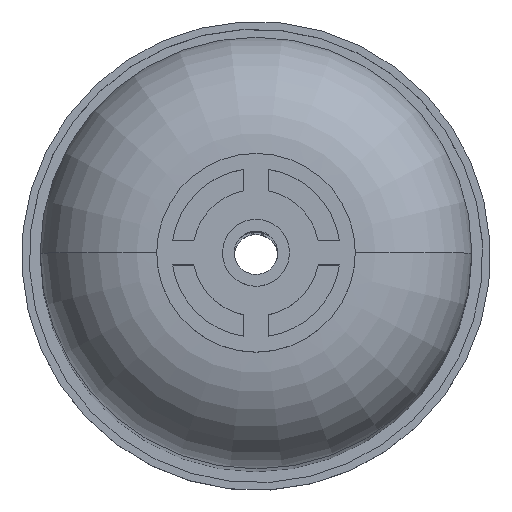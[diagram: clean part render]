
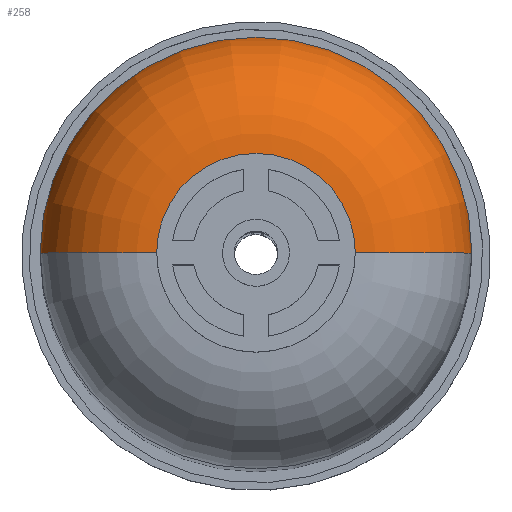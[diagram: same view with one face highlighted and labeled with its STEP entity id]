
A CAD part, top view. The second image highlights one B-rep face of the part: STEP entity #258.
In plain terms, the highlighted toroidal (fillet/blend) face has major radius 14.961 mm and minor radius 17.551 mm.
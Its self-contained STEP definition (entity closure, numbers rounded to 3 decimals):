
#258=ADVANCED_FACE('NONE',(#700),#701,.T.);
#700=FACE_OUTER_BOUND('',#1355,.T.);
#701=TOROIDAL_SURFACE('',#1356,14.961,17.551);
#1355=EDGE_LOOP('',(#2047,#2048,#2049,#2050));
#1356=AXIS2_PLACEMENT_3D('',#2051,#2052,#2053);
#2047=ORIENTED_EDGE('',*,*,#3764,.T.);
#2048=ORIENTED_EDGE('',*,*,#3767,.T.);
#2049=ORIENTED_EDGE('',*,*,#3768,.F.);
#2050=ORIENTED_EDGE('',*,*,#3769,.F.);
#2051=CARTESIAN_POINT('',(0.0,0.0,-25.984));
#2052=DIRECTION('',(0.0,-0.0,1.0));
#2053=DIRECTION('',(1.0,0.0,0.0));
#3764=EDGE_CURVE('NONE',#4477,#4475,#4478,.T.);
#3767=EDGE_CURVE('NONE',#4475,#4481,#4482,.T.);
#3768=EDGE_CURVE('NONE',#4483,#4481,#4484,.T.);
#3769=EDGE_CURVE('NONE',#4477,#4483,#4485,.T.);
#4475=VERTEX_POINT('NONE',#5467);
#4477=VERTEX_POINT('NONE',#5470);
#4478=CIRCLE('',#5471,32.512);
#4481=VERTEX_POINT('NONE',#5475);
#4482=CIRCLE('',#5476,17.551);
#4483=VERTEX_POINT('NONE',#5477);
#4484=CIRCLE('',#5478,14.961);
#4485=CIRCLE('',#5479,17.551);
#5467=CARTESIAN_POINT('',(-32.512,0.,-25.984));
#5470=CARTESIAN_POINT('',(32.512,0.0,-25.984));
#5471=AXIS2_PLACEMENT_3D('',#7073,#7074,#7075);
#5475=CARTESIAN_POINT('',(-14.961,0.,-8.433));
#5476=AXIS2_PLACEMENT_3D('',#7077,#7078,#7079);
#5477=CARTESIAN_POINT('',(14.961,0.0,-8.433));
#5478=AXIS2_PLACEMENT_3D('',#7080,#7081,#7082);
#5479=AXIS2_PLACEMENT_3D('',#7083,#7084,#7085);
#7073=CARTESIAN_POINT('',(0.0,0.0,-25.984));
#7074=DIRECTION('',(0.0,-0.0,1.0));
#7075=DIRECTION('',(1.0,0.0,0.0));
#7077=CARTESIAN_POINT('',(-14.961,0.,-25.984));
#7078=DIRECTION('',(0.,1.0,0.0));
#7079=DIRECTION('',(-1.0,0.,0.0));
#7080=CARTESIAN_POINT('',(0.0,0.0,-8.433));
#7081=DIRECTION('',(0.0,-0.0,1.0));
#7082=DIRECTION('',(1.0,0.0,0.0));
#7083=CARTESIAN_POINT('',(14.961,0.0,-25.984));
#7084=DIRECTION('',(0.0,-1.0,0.0));
#7085=DIRECTION('',(0.0,0.0,-1.0));
